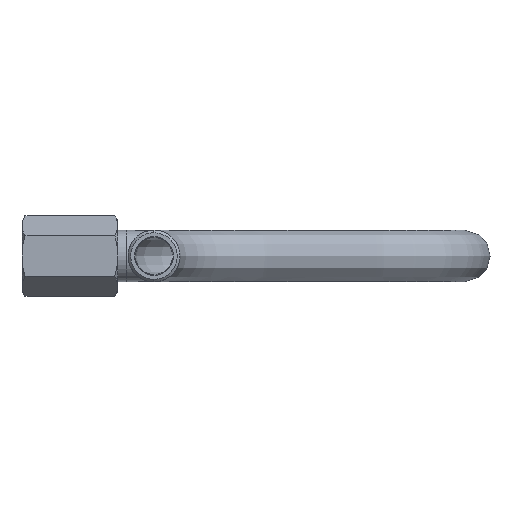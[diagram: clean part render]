
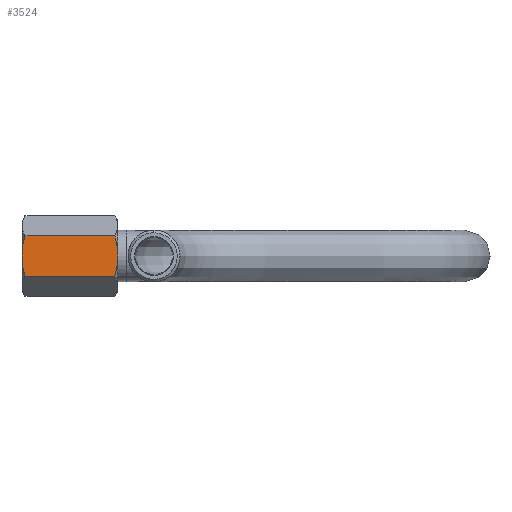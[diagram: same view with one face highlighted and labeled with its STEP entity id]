
A CAD part, left-side view. The second image highlights one B-rep face of the part: STEP entity #3524.
In plain terms, the highlighted planar face has unit normal (-1, 0, 0).
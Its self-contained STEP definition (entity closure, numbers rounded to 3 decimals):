
#119 = EDGE_CURVE ( 'NONE', #151, #196, #3899, .T. ) ;
#151 = VERTEX_POINT ( 'NONE', #3285 ) ;
#191 = VERTEX_POINT ( 'NONE', #3308 ) ;
#196 = VERTEX_POINT ( 'NONE', #3312 ) ;
#212 = VERTEX_POINT ( 'NONE', #3321 ) ;
#213 = VERTEX_POINT ( 'NONE', #3317 ) ;
#219 = VERTEX_POINT ( 'NONE', #3327 ) ;
#220 = VERTEX_POINT ( 'NONE', #3328 ) ;
#221 = VERTEX_POINT ( 'NONE', #3329 ) ;
#287 = ORIENTED_EDGE ( 'NONE', *, *, #750, .F. ) ;
#293 = ORIENTED_EDGE ( 'NONE', *, *, #781, .T. ) ;
#295 = ORIENTED_EDGE ( 'NONE', *, *, #740, .T. ) ;
#306 = ORIENTED_EDGE ( 'NONE', *, *, #777, .T. ) ;
#312 = ORIENTED_EDGE ( 'NONE', *, *, #787, .T. ) ;
#316 = ORIENTED_EDGE ( 'NONE', *, *, #771, .F. ) ;
#321 = ORIENTED_EDGE ( 'NONE', *, *, #119, .T. ) ;
#330 = ORIENTED_EDGE ( 'NONE', *, *, #785, .F. ) ;
#740 = EDGE_CURVE ( 'NONE', #191, #219, #3477, .T. ) ;
#750 = EDGE_CURVE ( 'NONE', #191, #196, #1656, .T. ) ;
#771 = EDGE_CURVE ( 'NONE', #213, #212, #1629, .T. ) ;
#777 = EDGE_CURVE ( 'NONE', #220, #212, #3940, .T. ) ;
#781 = EDGE_CURVE ( 'NONE', #213, #221, #3944, .T. ) ;
#785 = EDGE_CURVE ( 'NONE', #220, #219, #1625, .T. ) ;
#787 = EDGE_CURVE ( 'NONE', #221, #151, #1256, .T. ) ;
#797 = AXIS2_PLACEMENT_3D ( 'NONE', #4352, #4358, #4359 ) ;
#836 = FACE_OUTER_BOUND ( 'NONE', #3408, .T. ) ;
#1253 = VECTOR ( 'NONE', #2919, 1000. ) ;
#1256 = LINE ( 'NONE', #2918, #1253 ) ;
#1619 = VECTOR ( 'NONE', #2915, 1000. ) ;
#1620 = VECTOR ( 'NONE', #2817, 1000. ) ;
#1625 = LINE ( 'NONE', #2914, #1619 ) ;
#1629 = LINE ( 'NONE', #2816, #1620 ) ;
#1640 = VECTOR ( 'NONE', #3383, 1000. ) ;
#1656 = LINE ( 'NONE', #3385, #1640 ) ;
#2816 = CARTESIAN_POINT ( 'NONE',  ( -13.501, -21., -7.795 ) ) ;
#2817 = DIRECTION ( 'NONE',  ( 0., 0., -1. ) ) ;
#2849 = CARTESIAN_POINT ( 'NONE',  ( -13.501, -19.992, -7.286 ) ) ;
#2850 = CARTESIAN_POINT ( 'NONE',  ( -13.501, -19.845, -7.795 ) ) ;
#2859 = CARTESIAN_POINT ( 'NONE',  ( -13.501, -20.129, -6.774 ) ) ;
#2860 = CARTESIAN_POINT ( 'NONE',  ( -13.501, -20.38, -5.74 ) ) ;
#2861 = CARTESIAN_POINT ( 'NONE',  ( -13.501, -20.494, -5.218 ) ) ;
#2862 = CARTESIAN_POINT ( 'NONE',  ( -13.501, -20.792, -3.648 ) ) ;
#2863 = CARTESIAN_POINT ( 'NONE',  ( -13.501, -20.931, -2.599 ) ) ;
#2864 = CARTESIAN_POINT ( 'NONE',  ( -13.501, -21., -1.55 ) ) ;
#2879 = CARTESIAN_POINT ( 'NONE',  ( -13.501, -20.965, 2.076 ) ) ;
#2880 = CARTESIAN_POINT ( 'NONE',  ( -13.501, -21., 1.55 ) ) ;
#2889 = CARTESIAN_POINT ( 'NONE',  ( -13.501, -20.913, 2.602 ) ) ;
#2890 = CARTESIAN_POINT ( 'NONE',  ( -13.501, -20.776, 3.656 ) ) ;
#2891 = CARTESIAN_POINT ( 'NONE',  ( -13.501, -20.69, 4.184 ) ) ;
#2892 = CARTESIAN_POINT ( 'NONE',  ( -13.501, -20.392, 5.753 ) ) ;
#2893 = CARTESIAN_POINT ( 'NONE',  ( -13.501, -20.138, 6.781 ) ) ;
#2894 = CARTESIAN_POINT ( 'NONE',  ( -13.501, -19.845, 7.795 ) ) ;
#2914 = CARTESIAN_POINT ( 'NONE',  ( -13.501, -263.257, -7.795 ) ) ;
#2915 = DIRECTION ( 'NONE',  ( 0., 1., 0. ) ) ;
#2918 = CARTESIAN_POINT ( 'NONE',  ( -13.501, -263.257, 7.795 ) ) ;
#2919 = DIRECTION ( 'NONE',  ( 0., 1., 0. ) ) ;
#3285 = CARTESIAN_POINT ( 'NONE',  ( -13.501, 14.845, 7.795 ) ) ;
#3308 = CARTESIAN_POINT ( 'NONE',  ( -13.501, 16., -1.55 ) ) ;
#3312 = CARTESIAN_POINT ( 'NONE',  ( -13.501, 16., 1.55 ) ) ;
#3317 = CARTESIAN_POINT ( 'NONE',  ( -13.501, -21., 1.55 ) ) ;
#3321 = CARTESIAN_POINT ( 'NONE',  ( -13.501, -21., -1.55 ) ) ;
#3327 = CARTESIAN_POINT ( 'NONE',  ( -13.501, 14.845, -7.795 ) ) ;
#3328 = CARTESIAN_POINT ( 'NONE',  ( -13.501, -19.845, -7.795 ) ) ;
#3329 = CARTESIAN_POINT ( 'NONE',  ( -13.501, -19.845, 7.795 ) ) ;
#3340 = CARTESIAN_POINT ( 'NONE',  ( -13.501, 15.965, -2.076 ) ) ;
#3341 = CARTESIAN_POINT ( 'NONE',  ( -13.501, 16., -1.55 ) ) ;
#3347 = CARTESIAN_POINT ( 'NONE',  ( -13.501, 15.913, -2.602 ) ) ;
#3348 = CARTESIAN_POINT ( 'NONE',  ( -13.501, 15.776, -3.656 ) ) ;
#3349 = CARTESIAN_POINT ( 'NONE',  ( -13.501, 15.69, -4.184 ) ) ;
#3350 = CARTESIAN_POINT ( 'NONE',  ( -13.501, 15.392, -5.753 ) ) ;
#3351 = CARTESIAN_POINT ( 'NONE',  ( -13.501, 15.138, -6.781 ) ) ;
#3352 = CARTESIAN_POINT ( 'NONE',  ( -13.501, 14.845, -7.795 ) ) ;
#3383 = DIRECTION ( 'NONE',  ( 0., 0., 1. ) ) ;
#3385 = CARTESIAN_POINT ( 'NONE',  ( -13.501, 16., -7.795 ) ) ;
#3408 = EDGE_LOOP ( 'NONE', ( #306, #316, #293, #312, #321, #287, #295, #330 ) ) ;
#3477 = B_SPLINE_CURVE_WITH_KNOTS ( 'NONE', 3,
 ( #3341, #3340, #3347, #3348, #3349, #3350, #3351, #3352 ),
 .UNSPECIFIED., .F., .F.,
 ( 4, 2, 2, 4 ),
 ( 0.02, 0.021, 0.023, 0.026 ),
 .UNSPECIFIED. ) ;
#3524 = ADVANCED_FACE ( 'NONE', ( #836 ), #4356, .T. ) ;
#3899 = B_SPLINE_CURVE_WITH_KNOTS ( 'NONE', 3,
 ( #4475, #4470, #4469, #4476, #4477, #4478, #4479, #4480 ),
 .UNSPECIFIED., .F., .F.,
 ( 4, 2, 2, 4 ),
 ( 0.01, 0.012, 0.013, 0.016 ),
 .UNSPECIFIED. ) ;
#3940 = B_SPLINE_CURVE_WITH_KNOTS ( 'NONE', 3,
 ( #2850, #2849, #2859, #2860, #2861, #2862, #2863, #2864 ),
 .UNSPECIFIED., .F., .F.,
 ( 4, 2, 2, 4 ),
 ( 0.01, 0.012, 0.013, 0.016 ),
 .UNSPECIFIED. ) ;
#3944 = B_SPLINE_CURVE_WITH_KNOTS ( 'NONE', 3,
 ( #2880, #2879, #2889, #2890, #2891, #2892, #2893, #2894 ),
 .UNSPECIFIED., .F., .F.,
 ( 4, 2, 2, 4 ),
 ( 0.02, 0.021, 0.023, 0.026 ),
 .UNSPECIFIED. ) ;
#4352 = CARTESIAN_POINT ( 'NONE',  ( -13.501, -263.257, -7.795 ) ) ;
#4356 = PLANE ( 'NONE',  #797 ) ;
#4358 = DIRECTION ( 'NONE',  ( -1., 0., 0. ) ) ;
#4359 = DIRECTION ( 'NONE',  ( 0., 0., 1. ) ) ;
#4469 = CARTESIAN_POINT ( 'NONE',  ( -13.501, 15.129, 6.774 ) ) ;
#4470 = CARTESIAN_POINT ( 'NONE',  ( -13.501, 14.992, 7.286 ) ) ;
#4475 = CARTESIAN_POINT ( 'NONE',  ( -13.501, 14.845, 7.795 ) ) ;
#4476 = CARTESIAN_POINT ( 'NONE',  ( -13.501, 15.38, 5.74 ) ) ;
#4477 = CARTESIAN_POINT ( 'NONE',  ( -13.501, 15.494, 5.218 ) ) ;
#4478 = CARTESIAN_POINT ( 'NONE',  ( -13.501, 15.792, 3.648 ) ) ;
#4479 = CARTESIAN_POINT ( 'NONE',  ( -13.501, 15.931, 2.599 ) ) ;
#4480 = CARTESIAN_POINT ( 'NONE',  ( -13.501, 16., 1.55 ) ) ;
